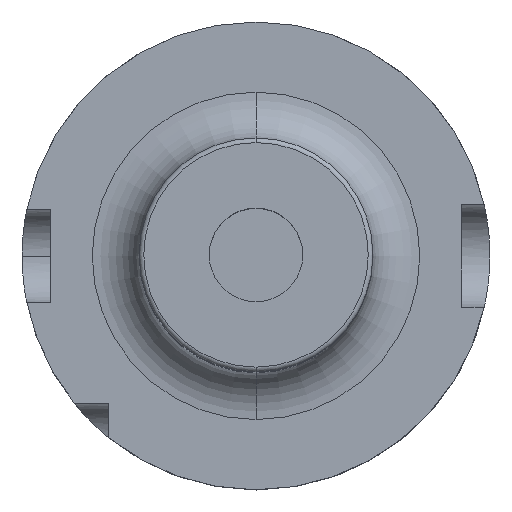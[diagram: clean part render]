
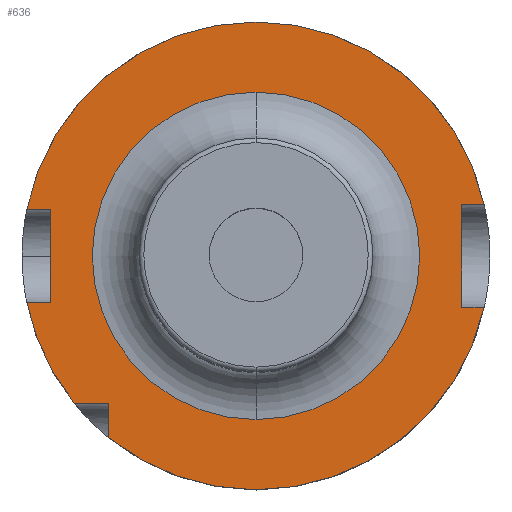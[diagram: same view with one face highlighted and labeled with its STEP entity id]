
A CAD part, top view. The second image highlights one B-rep face of the part: STEP entity #636.
In plain terms, the highlighted planar face has unit normal (0, 0, 1).
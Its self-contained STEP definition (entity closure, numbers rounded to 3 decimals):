
#40 = DIRECTION ( 'NONE',  ( 0., 0., -1. ) ) ;
#71 = EDGE_CURVE ( 'NONE', #1498, #2912, #2555, .T. ) ;
#84 = CARTESIAN_POINT ( 'NONE',  ( 0., 11., 29. ) ) ;
#108 = VERTEX_POINT ( 'NONE', #733 ) ;
#118 = DIRECTION ( 'NONE',  ( 1., 0., 0. ) ) ;
#145 = VERTEX_POINT ( 'NONE', #2125 ) ;
#159 = LINE ( 'NONE', #2303, #1484 ) ;
#219 = DIRECTION ( 'NONE',  ( 0., 1., 0. ) ) ;
#300 = CARTESIAN_POINT ( 'NONE',  ( -31.5, 25., 29. ) ) ;
#314 = CARTESIAN_POINT ( 'NONE',  ( 48.775, -11., 29. ) ) ;
#328 = AXIS2_PLACEMENT_3D ( 'NONE', #358, #828, #1514 ) ;
#333 = CARTESIAN_POINT ( 'NONE',  ( -31.5, -38.83, 29. ) ) ;
#344 = DIRECTION ( 'NONE',  ( 0., -1., 0. ) ) ;
#358 = CARTESIAN_POINT ( 'NONE',  ( 0., 25., 29. ) ) ;
#386 = AXIS2_PLACEMENT_3D ( 'NONE', #1618, #716, #1156 ) ;
#428 = DIRECTION ( 'NONE',  ( 0., -1., 0. ) ) ;
#510 = FACE_OUTER_BOUND ( 'NONE', #2359, .T. ) ;
#546 = DIRECTION ( 'NONE',  ( 0., 1., 0. ) ) ;
#554 = VECTOR ( 'NONE', #947, 1000. ) ;
#610 = AXIS2_PLACEMENT_3D ( 'NONE', #1268, #1711, #344 ) ;
#626 = DIRECTION ( 'NONE',  ( 0., 0., -1. ) ) ;
#635 = DIRECTION ( 'NONE',  ( 0., -1., 0. ) ) ;
#636 = ADVANCED_FACE ( 'NONE', ( #2163, #510 ), #2420, .T. ) ;
#667 = LINE ( 'NONE', #84, #736 ) ;
#675 = EDGE_CURVE ( 'NONE', #1767, #937, #1128, .T. ) ;
#716 = DIRECTION ( 'NONE',  ( 0., 0., -1. ) ) ;
#733 = CARTESIAN_POINT ( 'NONE',  ( -44., 10., 29. ) ) ;
#736 = VECTOR ( 'NONE', #118, 1000. ) ;
#749 = CARTESIAN_POINT ( 'NONE',  ( 0., -10., 29. ) ) ;
#753 = DIRECTION ( 'NONE',  ( -1., 0., 0. ) ) ;
#813 = CIRCLE ( 'NONE', #1073, 50. ) ;
#828 = DIRECTION ( 'NONE',  ( 0., 0., 1. ) ) ;
#889 = CARTESIAN_POINT ( 'NONE',  ( 48.775, 11., 29. ) ) ;
#896 = VERTEX_POINT ( 'NONE', #2354 ) ;
#906 = CARTESIAN_POINT ( 'NONE',  ( -44., -10., 29. ) ) ;
#911 = ORIENTED_EDGE ( 'NONE', *, *, #2472, .F. ) ;
#937 = VERTEX_POINT ( 'NONE', #1185 ) ;
#947 = DIRECTION ( 'NONE',  ( 1., 0., 0. ) ) ;
#951 = EDGE_CURVE ( 'NONE', #2782, #1846, #1625, .T. ) ;
#952 = LINE ( 'NONE', #906, #2923 ) ;
#998 = DIRECTION ( 'NONE',  ( 0., 0., -1. ) ) ;
#1073 = AXIS2_PLACEMENT_3D ( 'NONE', #1627, #40, #1637 ) ;
#1087 = CARTESIAN_POINT ( 'NONE',  ( 0., -35., 29. ) ) ;
#1128 = CIRCLE ( 'NONE', #2673, 35. ) ;
#1141 = CARTESIAN_POINT ( 'NONE',  ( -48.99, -10., 29. ) ) ;
#1156 = DIRECTION ( 'NONE',  ( 0., 1., 0. ) ) ;
#1183 = ORIENTED_EDGE ( 'NONE', *, *, #2534, .F. ) ;
#1185 = CARTESIAN_POINT ( 'NONE',  ( 0., 35., 29. ) ) ;
#1201 = ORIENTED_EDGE ( 'NONE', *, *, #1256, .F. ) ;
#1240 = VERTEX_POINT ( 'NONE', #314 ) ;
#1256 = EDGE_CURVE ( 'NONE', #1665, #1770, #1520, .T. ) ;
#1268 = CARTESIAN_POINT ( 'NONE',  ( 0., 0., 29. ) ) ;
#1345 = EDGE_LOOP ( 'NONE', ( #2142, #1723 ) ) ;
#1420 = AXIS2_PLACEMENT_3D ( 'NONE', #2256, #1730, #219 ) ;
#1467 = ORIENTED_EDGE ( 'NONE', *, *, #1474, .F. ) ;
#1474 = EDGE_CURVE ( 'NONE', #2351, #145, #2011, .T. ) ;
#1484 = VECTOR ( 'NONE', #2542, 1000. ) ;
#1490 = CARTESIAN_POINT ( 'NONE',  ( -44., -10., 29. ) ) ;
#1498 = VERTEX_POINT ( 'NONE', #1141 ) ;
#1514 = DIRECTION ( 'NONE',  ( 0., -1., 0. ) ) ;
#1520 = CIRCLE ( 'NONE', #2802, 50. ) ;
#1535 = ORIENTED_EDGE ( 'NONE', *, *, #1876, .T. ) ;
#1538 = ORIENTED_EDGE ( 'NONE', *, *, #1903, .T. ) ;
#1553 = VECTOR ( 'NONE', #546, 1000. ) ;
#1618 = CARTESIAN_POINT ( 'NONE',  ( 0., 0., 29. ) ) ;
#1625 = LINE ( 'NONE', #300, #1553 ) ;
#1627 = CARTESIAN_POINT ( 'NONE',  ( 0., 0., 29. ) ) ;
#1635 = VERTEX_POINT ( 'NONE', #2638 ) ;
#1637 = DIRECTION ( 'NONE',  ( 0., 1., 0. ) ) ;
#1654 = EDGE_CURVE ( 'NONE', #937, #1767, #2870, .T. ) ;
#1665 = VERTEX_POINT ( 'NONE', #1697 ) ;
#1673 = ORIENTED_EDGE ( 'NONE', *, *, #2594, .F. ) ;
#1674 = CARTESIAN_POINT ( 'NONE',  ( 0., 10., 29. ) ) ;
#1697 = CARTESIAN_POINT ( 'NONE',  ( 0., 50., 29. ) ) ;
#1711 = DIRECTION ( 'NONE',  ( 0., 0., -1. ) ) ;
#1723 = ORIENTED_EDGE ( 'NONE', *, *, #1654, .T. ) ;
#1730 = DIRECTION ( 'NONE',  ( 0., 0., -1. ) ) ;
#1749 = VECTOR ( 'NONE', #2390, 1000. ) ;
#1763 = CARTESIAN_POINT ( 'NONE',  ( 0., 0., 29. ) ) ;
#1767 = VERTEX_POINT ( 'NONE', #1087 ) ;
#1770 = VERTEX_POINT ( 'NONE', #889 ) ;
#1846 = VERTEX_POINT ( 'NONE', #2049 ) ;
#1859 = EDGE_CURVE ( 'NONE', #896, #1498, #1901, .T. ) ;
#1871 = CARTESIAN_POINT ( 'NONE',  ( 44., 11., 29. ) ) ;
#1876 = EDGE_CURVE ( 'NONE', #1240, #145, #159, .T. ) ;
#1884 = ORIENTED_EDGE ( 'NONE', *, *, #71, .F. ) ;
#1892 = CARTESIAN_POINT ( 'NONE',  ( 0., -31.5, 29. ) ) ;
#1901 = CIRCLE ( 'NONE', #386, 50. ) ;
#1903 = EDGE_CURVE ( 'NONE', #108, #2912, #952, .T. ) ;
#2011 = LINE ( 'NONE', #2906, #2043 ) ;
#2031 = ORIENTED_EDGE ( 'NONE', *, *, #2815, .F. ) ;
#2043 = VECTOR ( 'NONE', #428, 1000. ) ;
#2049 = CARTESIAN_POINT ( 'NONE',  ( -31.5, -31.5, 29. ) ) ;
#2063 = ORIENTED_EDGE ( 'NONE', *, *, #951, .F. ) ;
#2125 = CARTESIAN_POINT ( 'NONE',  ( 44., -11., 29. ) ) ;
#2142 = ORIENTED_EDGE ( 'NONE', *, *, #675, .T. ) ;
#2163 = FACE_BOUND ( 'NONE', #1345, .T. ) ;
#2256 = CARTESIAN_POINT ( 'NONE',  ( 0., 0., 29. ) ) ;
#2303 = CARTESIAN_POINT ( 'NONE',  ( 0., -11., 29. ) ) ;
#2351 = VERTEX_POINT ( 'NONE', #1871 ) ;
#2354 = CARTESIAN_POINT ( 'NONE',  ( -38.83, -31.5, 29. ) ) ;
#2359 = EDGE_LOOP ( 'NONE', ( #2031, #2063, #911, #1535, #1467, #2400, #1201, #1673, #1183, #1538, #1884, #2891 ) ) ;
#2390 = DIRECTION ( 'NONE',  ( -1., 0., 0. ) ) ;
#2396 = CARTESIAN_POINT ( 'NONE',  ( 0., 0., 29. ) ) ;
#2400 = ORIENTED_EDGE ( 'NONE', *, *, #2823, .T. ) ;
#2420 = PLANE ( 'NONE',  #328 ) ;
#2442 = VECTOR ( 'NONE', #753, 1000. ) ;
#2472 = EDGE_CURVE ( 'NONE', #1240, #2782, #813, .T. ) ;
#2534 = EDGE_CURVE ( 'NONE', #108, #1635, #2892, .T. ) ;
#2542 = DIRECTION ( 'NONE',  ( -1., 0., 0. ) ) ;
#2555 = LINE ( 'NONE', #749, #554 ) ;
#2574 = CIRCLE ( 'NONE', #1420, 50. ) ;
#2594 = EDGE_CURVE ( 'NONE', #1635, #1665, #2574, .T. ) ;
#2618 = DIRECTION ( 'NONE',  ( 0., 1., 0. ) ) ;
#2638 = CARTESIAN_POINT ( 'NONE',  ( -48.99, 10., 29. ) ) ;
#2673 = AXIS2_PLACEMENT_3D ( 'NONE', #1763, #626, #635 ) ;
#2750 = DIRECTION ( 'NONE',  ( 0., -1., 0. ) ) ;
#2775 = LINE ( 'NONE', #1892, #2442 ) ;
#2782 = VERTEX_POINT ( 'NONE', #333 ) ;
#2802 = AXIS2_PLACEMENT_3D ( 'NONE', #2396, #998, #2618 ) ;
#2815 = EDGE_CURVE ( 'NONE', #1846, #896, #2775, .T. ) ;
#2823 = EDGE_CURVE ( 'NONE', #2351, #1770, #667, .T. ) ;
#2870 = CIRCLE ( 'NONE', #610, 35. ) ;
#2891 = ORIENTED_EDGE ( 'NONE', *, *, #1859, .F. ) ;
#2892 = LINE ( 'NONE', #1674, #1749 ) ;
#2906 = CARTESIAN_POINT ( 'NONE',  ( 44., -11., 29. ) ) ;
#2912 = VERTEX_POINT ( 'NONE', #1490 ) ;
#2923 = VECTOR ( 'NONE', #2750, 1000. ) ;
